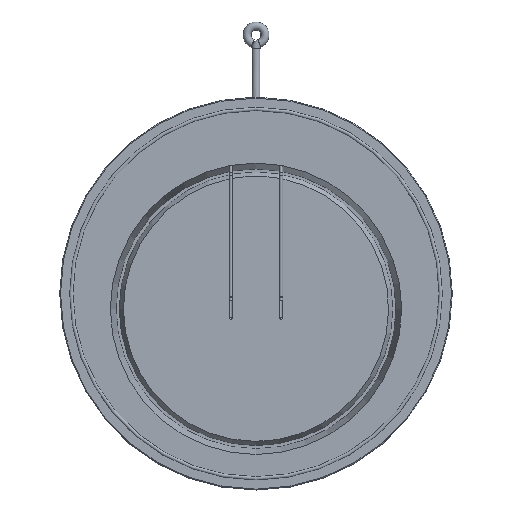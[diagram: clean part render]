
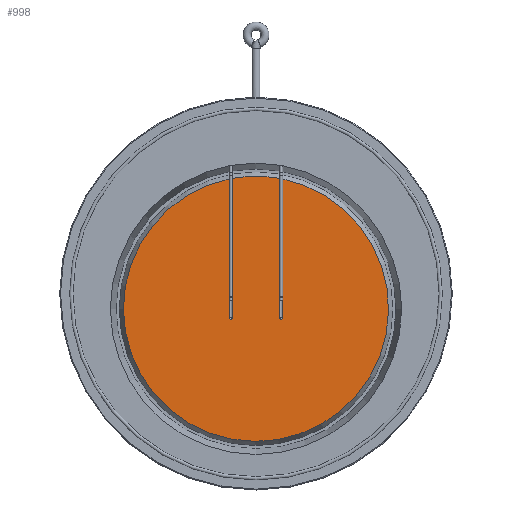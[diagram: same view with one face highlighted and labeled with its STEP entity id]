
A CAD part, top view. The second image highlights one B-rep face of the part: STEP entity #998.
In plain terms, the highlighted planar face has unit normal (0, 0, 1).
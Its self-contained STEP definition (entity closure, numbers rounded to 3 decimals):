
#20 = VERTEX_POINT ( 'NONE', #1296 ) ;
#97 = EDGE_CURVE ( 'NONE', #543, #20, #1088, .T. ) ;
#108 = CARTESIAN_POINT ( 'NONE',  ( 33.621, 176.05, -2.505 ) ) ;
#129 = DIRECTION ( 'NONE',  ( 0., 0., -1. ) ) ;
#142 = ORIENTED_EDGE ( 'NONE', *, *, #778, .T. ) ;
#153 = DIRECTION ( 'NONE',  ( -1., 0., 0. ) ) ;
#211 = LINE ( 'NONE', #1173, #230 ) ;
#228 = VECTOR ( 'NONE', #801, 1000. ) ;
#230 = VECTOR ( 'NONE', #941, 1000. ) ;
#236 = ORIENTED_EDGE ( 'NONE', *, *, #1260, .F. ) ;
#250 = VECTOR ( 'NONE', #1193, 1000. ) ;
#381 = CARTESIAN_POINT ( 'NONE',  ( -31.5, -29.829, -2.505 ) ) ;
#410 = CARTESIAN_POINT ( 'NONE',  ( 29.379, 144.23, -2.505 ) ) ;
#432 = CIRCLE ( 'NONE', #1024, 2.121 ) ;
#438 = FACE_OUTER_BOUND ( 'NONE', #674, .T. ) ;
#459 = DIRECTION ( 'NONE',  ( 0., 0., -1. ) ) ;
#478 = DIRECTION ( 'NONE',  ( 1., 0., 0. ) ) ;
#517 = DIRECTION ( 'NONE',  ( 1., 0., 0. ) ) ;
#538 = AXIS2_PLACEMENT_3D ( 'NONE', #1188, #129, #153 ) ;
#543 = VERTEX_POINT ( 'NONE', #784 ) ;
#565 = ORIENTED_EDGE ( 'NONE', *, *, #742, .T. ) ;
#568 = LINE ( 'NONE', #866, #250 ) ;
#572 = VERTEX_POINT ( 'NONE', #1114 ) ;
#581 = CARTESIAN_POINT ( 'NONE',  ( 29.379, -29.829, -2.505 ) ) ;
#597 = CARTESIAN_POINT ( 'NONE',  ( 0., 146.854, -2.505 ) ) ;
#625 = AXIS2_PLACEMENT_3D ( 'NONE', #671, #799, #642 ) ;
#642 = DIRECTION ( 'NONE',  ( -1., 0., 0. ) ) ;
#648 = ORIENTED_EDGE ( 'NONE', *, *, #982, .T. ) ;
#655 = ORIENTED_EDGE ( 'NONE', *, *, #97, .T. ) ;
#662 = ORIENTED_EDGE ( 'NONE', *, *, #999, .T. ) ;
#671 = CARTESIAN_POINT ( 'NONE',  ( 0., -18.95, -2.505 ) ) ;
#674 = EDGE_LOOP ( 'NONE', ( #655, #648, #791, #236, #565, #662, #142, #890 ) ) ;
#723 = VERTEX_POINT ( 'NONE', #967 ) ;
#725 = VERTEX_POINT ( 'NONE', #1061 ) ;
#735 = CARTESIAN_POINT ( 'NONE',  ( -33.621, 176.05, -2.505 ) ) ;
#738 = VERTEX_POINT ( 'NONE', #994 ) ;
#742 = EDGE_CURVE ( 'NONE', #738, #572, #211, .T. ) ;
#755 = AXIS2_PLACEMENT_3D ( 'NONE', #597, #770, #763 ) ;
#763 = DIRECTION ( 'NONE',  ( 1., 0., 0. ) ) ;
#770 = DIRECTION ( 'NONE',  ( 0., 0., 1. ) ) ;
#778 = EDGE_CURVE ( 'NONE', #723, #725, #993, .T. ) ;
#779 = PLANE ( 'NONE',  #755 ) ;
#784 = CARTESIAN_POINT ( 'NONE',  ( 33.621, 143.409, -2.505 ) ) ;
#791 = ORIENTED_EDGE ( 'NONE', *, *, #1182, .T. ) ;
#799 = DIRECTION ( 'NONE',  ( 0., 0., -1. ) ) ;
#801 = DIRECTION ( 'NONE',  ( 0., 1., 0. ) ) ;
#809 = DIRECTION ( 'NONE',  ( 0., 0., -1. ) ) ;
#811 = CARTESIAN_POINT ( 'NONE',  ( 31.5, -29.829, -2.505 ) ) ;
#866 = CARTESIAN_POINT ( 'NONE',  ( 29.379, 176.05, -2.505 ) ) ;
#890 = ORIENTED_EDGE ( 'NONE', *, *, #1330, .F. ) ;
#906 = VERTEX_POINT ( 'NONE', #410 ) ;
#941 = DIRECTION ( 'NONE',  ( 0., -1., 0. ) ) ;
#962 = CIRCLE ( 'NONE', #625, 165.804 ) ;
#967 = CARTESIAN_POINT ( 'NONE',  ( -33.621, -29.829, -2.505 ) ) ;
#982 = EDGE_CURVE ( 'NONE', #20, #1059, #432, .T. ) ;
#991 = CIRCLE ( 'NONE', #1087, 2.121 ) ;
#993 = LINE ( 'NONE', #735, #228 ) ;
#994 = CARTESIAN_POINT ( 'NONE',  ( -29.379, 144.23, -2.505 ) ) ;
#997 = CIRCLE ( 'NONE', #538, 165.804 ) ;
#998 = ADVANCED_FACE ( 'NONE', ( #438 ), #779, .T. ) ;
#999 = EDGE_CURVE ( 'NONE', #572, #723, #991, .T. ) ;
#1024 = AXIS2_PLACEMENT_3D ( 'NONE', #811, #809, #478 ) ;
#1059 = VERTEX_POINT ( 'NONE', #581 ) ;
#1061 = CARTESIAN_POINT ( 'NONE',  ( -33.621, 143.409, -2.505 ) ) ;
#1070 = DIRECTION ( 'NONE',  ( 0., -1., 0. ) ) ;
#1087 = AXIS2_PLACEMENT_3D ( 'NONE', #381, #459, #517 ) ;
#1088 = LINE ( 'NONE', #108, #1132 ) ;
#1114 = CARTESIAN_POINT ( 'NONE',  ( -29.379, -29.829, -2.505 ) ) ;
#1132 = VECTOR ( 'NONE', #1070, 1000. ) ;
#1173 = CARTESIAN_POINT ( 'NONE',  ( -29.379, 176.05, -2.505 ) ) ;
#1182 = EDGE_CURVE ( 'NONE', #1059, #906, #568, .T. ) ;
#1188 = CARTESIAN_POINT ( 'NONE',  ( 0., -18.95, -2.505 ) ) ;
#1193 = DIRECTION ( 'NONE',  ( 0., 1., 0. ) ) ;
#1260 = EDGE_CURVE ( 'NONE', #738, #906, #997, .T. ) ;
#1296 = CARTESIAN_POINT ( 'NONE',  ( 33.621, -29.829, -2.505 ) ) ;
#1330 = EDGE_CURVE ( 'NONE', #543, #725, #962, .T. ) ;
